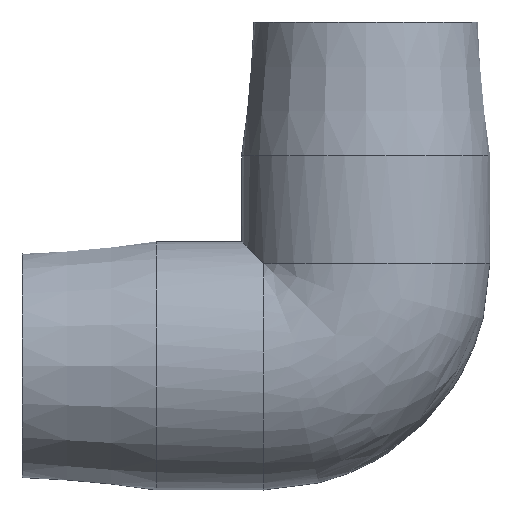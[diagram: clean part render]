
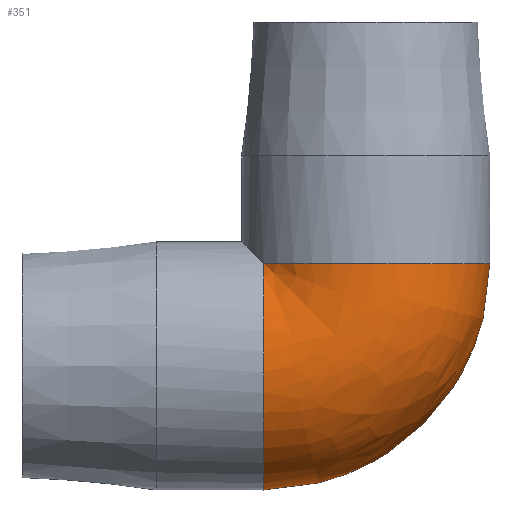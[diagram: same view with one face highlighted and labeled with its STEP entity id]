
A CAD part, front view. The second image highlights one B-rep face of the part: STEP entity #351.
In plain terms, the highlighted free-form (B-spline) face has degree [2, 2] with [9, 3] control points.
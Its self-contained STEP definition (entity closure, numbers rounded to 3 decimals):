
#31=(
BOUNDED_SURFACE()
B_SPLINE_SURFACE(2,2,((#590,#591,#592),(#593,#594,#595),(#596,#597,#598),
(#599,#600,#601),(#602,#603,#604),(#605,#606,#607),(#608,#609,#610),(#611,
#612,#613),(#614,#615,#616)),.UNSPECIFIED.,.F.,.F.,.F.)
B_SPLINE_SURFACE_WITH_KNOTS((3,2,2,2,3),(3,3),(-2.536,-1.268,
0.,1.268,2.536),(0.,1.571),
 .UNSPECIFIED.)
GEOMETRIC_REPRESENTATION_ITEM()
RATIONAL_B_SPLINE_SURFACE(((1.,0.707,1.),(0.806,
0.57,0.806),(1.,0.707,1.),(0.806,
0.57,0.806),(1.,0.707,1.),(0.806,
0.57,0.806),(1.,0.707,1.),(0.806,
0.57,0.806),(1.,0.707,1.)))
REPRESENTATION_ITEM('')
SURFACE()
);
#75=FACE_OUTER_BOUND('',#111,.T.);
#111=EDGE_LOOP('',(#269,#270));
#168=CIRCLE('',#393,18.);
#169=CIRCLE('',#394,18.);
#198=VERTEX_POINT('',#617);
#199=VERTEX_POINT('',#618);
#230=EDGE_CURVE('',#198,#199,#168,.T.);
#231=EDGE_CURVE('',#199,#198,#169,.T.);
#269=ORIENTED_EDGE('',*,*,#230,.T.);
#270=ORIENTED_EDGE('',*,*,#231,.T.);
#351=ADVANCED_FACE('',(#75),#31,.F.);
#393=AXIS2_PLACEMENT_3D('',#619,#471,#472);
#394=AXIS2_PLACEMENT_3D('',#620,#473,#474);
#471=DIRECTION('center_axis',(0.,0.,
-1.));
#472=DIRECTION('ref_axis',(-1.,0.,0.));
#473=DIRECTION('center_axis',(1.,0.,0.));
#474=DIRECTION('ref_axis',(0.,0.,-1.));
#590=CARTESIAN_POINT('Ctrl Pts',(-14.8,10.245,14.8));
#591=CARTESIAN_POINT('Ctrl Pts',(-14.8,10.245,14.8));
#592=CARTESIAN_POINT('Ctrl Pts',(-14.8,10.245,14.8));
#593=CARTESIAN_POINT('Ctrl Pts',(-14.8,21.127,7.267));
#594=CARTESIAN_POINT('Ctrl Pts',(-7.267,21.127,7.267));
#595=CARTESIAN_POINT('Ctrl Pts',(-7.267,21.127,14.8));
#596=CARTESIAN_POINT('Ctrl Pts',(-14.8,17.181,-5.367));
#597=CARTESIAN_POINT('Ctrl Pts',(5.367,17.181,-5.367));
#598=CARTESIAN_POINT('Ctrl Pts',(5.367,17.181,14.8));
#599=CARTESIAN_POINT('Ctrl Pts',(-14.8,13.235,-18.));
#600=CARTESIAN_POINT('Ctrl Pts',(18.,13.235,-18.));
#601=CARTESIAN_POINT('Ctrl Pts',(18.,13.235,14.8));
#602=CARTESIAN_POINT('Ctrl Pts',(-14.8,0.,-18.));
#603=CARTESIAN_POINT('Ctrl Pts',(18.,0.,-18.));
#604=CARTESIAN_POINT('Ctrl Pts',(18.,0.,14.8));
#605=CARTESIAN_POINT('Ctrl Pts',(-14.8,-13.235,-18.));
#606=CARTESIAN_POINT('Ctrl Pts',(18.,-13.235,-18.));
#607=CARTESIAN_POINT('Ctrl Pts',(18.,-13.235,14.8));
#608=CARTESIAN_POINT('Ctrl Pts',(-14.8,-17.181,-5.367));
#609=CARTESIAN_POINT('Ctrl Pts',(5.367,-17.181,-5.367));
#610=CARTESIAN_POINT('Ctrl Pts',(5.367,-17.181,14.8));
#611=CARTESIAN_POINT('Ctrl Pts',(-14.8,-21.127,7.267));
#612=CARTESIAN_POINT('Ctrl Pts',(-7.267,-21.127,7.267));
#613=CARTESIAN_POINT('Ctrl Pts',(-7.267,-21.127,14.8));
#614=CARTESIAN_POINT('Ctrl Pts',(-14.8,-10.245,14.8));
#615=CARTESIAN_POINT('Ctrl Pts',(-14.8,-10.245,14.8));
#616=CARTESIAN_POINT('Ctrl Pts',(-14.8,-10.245,14.8));
#617=CARTESIAN_POINT('',(-14.8,10.245,14.8));
#618=CARTESIAN_POINT('',(-14.8,-10.245,14.8));
#619=CARTESIAN_POINT('Origin',(0.,0.,
14.8));
#620=CARTESIAN_POINT('Origin',(-14.8,0.,0.));
